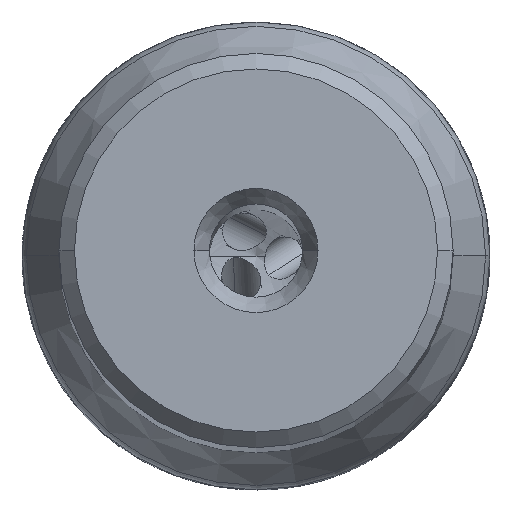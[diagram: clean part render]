
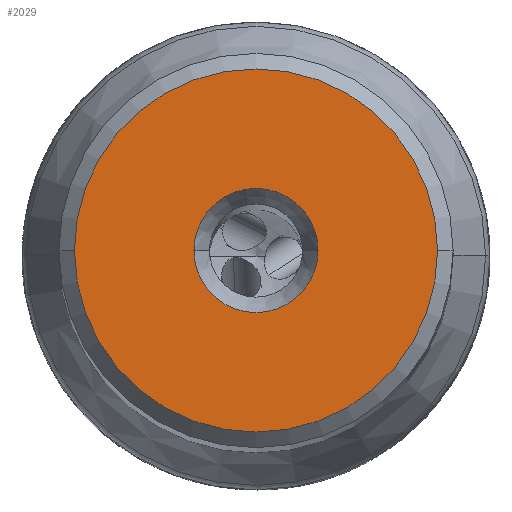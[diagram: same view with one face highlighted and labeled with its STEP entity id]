
A CAD part, top view. The second image highlights one B-rep face of the part: STEP entity #2029.
In plain terms, the highlighted planar face has unit normal (0, 0, 1).
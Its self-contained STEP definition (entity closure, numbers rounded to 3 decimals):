
#2029=ADVANCED_FACE('',(#2271,#2272),#2234,.T.);
#2234=PLANE('',#7640);
#2271=FACE_BOUND('',#2553,.T.);
#2272=FACE_BOUND('',#2554,.T.);
#2553=EDGE_LOOP('',(#4292,#4293,#4294));
#2554=EDGE_LOOP('',(#4295,#4296));
#4292=ORIENTED_EDGE('',*,*,#6456,.F.);
#4293=ORIENTED_EDGE('',*,*,#6455,.F.);
#4294=ORIENTED_EDGE('',*,*,#6457,.F.);
#4295=ORIENTED_EDGE('',*,*,#6458,.F.);
#4296=ORIENTED_EDGE('',*,*,#6459,.F.);
#5458=VERTEX_POINT('',#22887);
#5459=VERTEX_POINT('',#22889);
#5460=VERTEX_POINT('',#22891);
#5461=VERTEX_POINT('',#22896);
#5462=VERTEX_POINT('',#22897);
#6455=EDGE_CURVE('',#5459,#5460,#6902,.T.);
#6456=EDGE_CURVE('',#5460,#5458,#6903,.T.);
#6457=EDGE_CURVE('',#5458,#5459,#6904,.T.);
#6458=EDGE_CURVE('',#5461,#5462,#6905,.T.);
#6459=EDGE_CURVE('',#5462,#5461,#6906,.T.);
#6902=CIRCLE('',#7634,11.7);
#6903=CIRCLE('',#7635,11.7);
#6904=CIRCLE('',#7637,11.7);
#6905=CIRCLE('',#7638,4.);
#6906=CIRCLE('',#7639,4.);
#7634=AXIS2_PLACEMENT_3D('',#22890,#9000,#9001);
#7635=AXIS2_PLACEMENT_3D('',#22892,#9002,#9003);
#7637=AXIS2_PLACEMENT_3D('',#22894,#9006,#9007);
#7638=AXIS2_PLACEMENT_3D('',#22895,#9008,#9009);
#7639=AXIS2_PLACEMENT_3D('',#22898,#9010,#9011);
#7640=AXIS2_PLACEMENT_3D('',#22899,#9012,#9013);
#9000=DIRECTION('',(0.,0.,-1.));
#9001=DIRECTION('',(1.,0.,0.));
#9002=DIRECTION('',(0.,0.,-1.));
#9003=DIRECTION('',(0.,-1.,0.));
#9006=DIRECTION('',(0.,0.,-1.));
#9007=DIRECTION('',(-1.,0.,0.));
#9008=DIRECTION('',(0.,0.,1.));
#9009=DIRECTION('',(-1.,0.,0.));
#9010=DIRECTION('',(0.,0.,1.));
#9011=DIRECTION('',(1.,0.,0.));
#9012=DIRECTION('',(0.,0.,1.));
#9013=DIRECTION('',(-1.,0.,0.));
#22887=CARTESIAN_POINT('',(-11.7,0.,0.));
#22889=CARTESIAN_POINT('',(11.7,0.,0.));
#22890=CARTESIAN_POINT('',(0.,0.,0.));
#22891=CARTESIAN_POINT('',(0.,-11.7,0.));
#22892=CARTESIAN_POINT('',(0.,0.,0.));
#22894=CARTESIAN_POINT('',(0.,0.,0.));
#22895=CARTESIAN_POINT('',(0.,0.,0.));
#22896=CARTESIAN_POINT('',(-4.,0.,0.));
#22897=CARTESIAN_POINT('',(4.,0.,0.));
#22898=CARTESIAN_POINT('',(0.,0.,0.));
#22899=CARTESIAN_POINT('',(0.,0.,0.));
